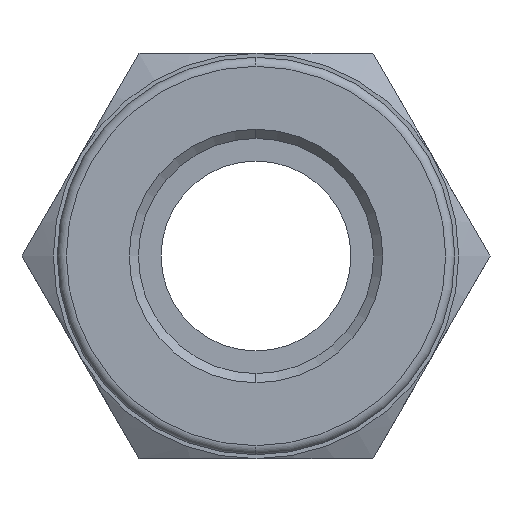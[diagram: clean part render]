
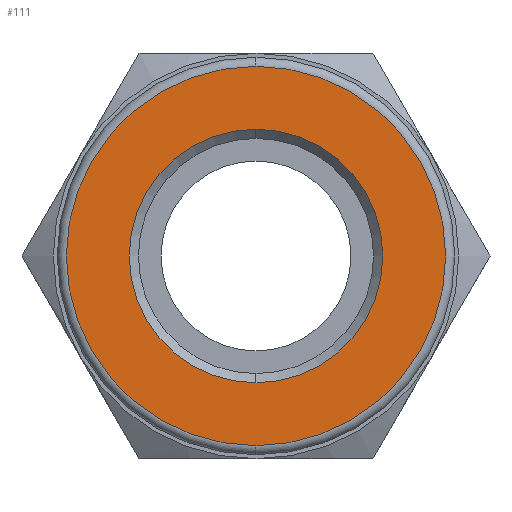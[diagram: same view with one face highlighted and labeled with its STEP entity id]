
A CAD part, left-side view. The second image highlights one B-rep face of the part: STEP entity #111.
In plain terms, the highlighted planar face has unit normal (-1, 0, 0).
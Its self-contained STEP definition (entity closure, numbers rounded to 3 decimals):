
#111=ADVANCED_FACE('',(#220,#221),#222,.T.);
#220=FACE_OUTER_BOUND('',#370,.T.);
#221=FACE_BOUND('',#371,.T.);
#222=PLANE('',#372);
#370=EDGE_LOOP('',(#726,#727));
#371=EDGE_LOOP('',(#728,#729));
#372=AXIS2_PLACEMENT_3D('',#730,#731,#732);
#726=ORIENTED_EDGE('',*,*,#1009,.F.);
#727=ORIENTED_EDGE('',*,*,#1099,.F.);
#728=ORIENTED_EDGE('',*,*,#1017,.T.);
#729=ORIENTED_EDGE('',*,*,#1101,.T.);
#730=CARTESIAN_POINT('',(-25.703,-10.616,-10.616));
#731=DIRECTION('',(-1.0,0.0,0.0));
#732=DIRECTION('',(0.0,0.0,1.0));
#1009=EDGE_CURVE('',#1197,#1198,#1199,.T.);
#1017=EDGE_CURVE('',#1212,#1210,#1213,.T.);
#1099=EDGE_CURVE('',#1198,#1197,#1355,.T.);
#1101=EDGE_CURVE('',#1210,#1212,#1357,.T.);
#1197=VERTEX_POINT('',#1541);
#1198=VERTEX_POINT('',#1542);
#1199=CIRCLE('',#1543,10.398);
#1210=VERTEX_POINT('',#1556);
#1212=VERTEX_POINT('',#1559);
#1213=CIRCLE('',#1560,6.948);
#1355=CIRCLE('',#1939,10.398);
#1357=CIRCLE('',#1941,6.948);
#1541=CARTESIAN_POINT('',(-25.703,0.,-10.398));
#1542=CARTESIAN_POINT('',(-25.703,0.,10.398));
#1543=AXIS2_PLACEMENT_3D('',#2179,#2180,#2181);
#1556=CARTESIAN_POINT('',(-25.703,0.,-6.948));
#1559=CARTESIAN_POINT('',(-25.703,0.,6.948));
#1560=AXIS2_PLACEMENT_3D('',#2197,#2198,#2199);
#1939=AXIS2_PLACEMENT_3D('',#2309,#2310,#2311);
#1941=AXIS2_PLACEMENT_3D('',#2315,#2316,#2317);
#2179=CARTESIAN_POINT('',(-25.703,0.,0.0));
#2180=DIRECTION('',(1.0,0.0,0.0));
#2181=DIRECTION('',(0.0,0.0,-1.0));
#2197=CARTESIAN_POINT('',(-25.703,0.,0.0));
#2198=DIRECTION('',(1.0,0.0,-0.0));
#2199=DIRECTION('',(0.0,0.0,1.0));
#2309=CARTESIAN_POINT('',(-25.703,0.,0.0));
#2310=DIRECTION('',(1.0,0.0,0.0));
#2311=DIRECTION('',(0.0,0.0,-1.0));
#2315=CARTESIAN_POINT('',(-25.703,0.,0.0));
#2316=DIRECTION('',(1.0,0.0,-0.0));
#2317=DIRECTION('',(0.0,0.0,1.0));
